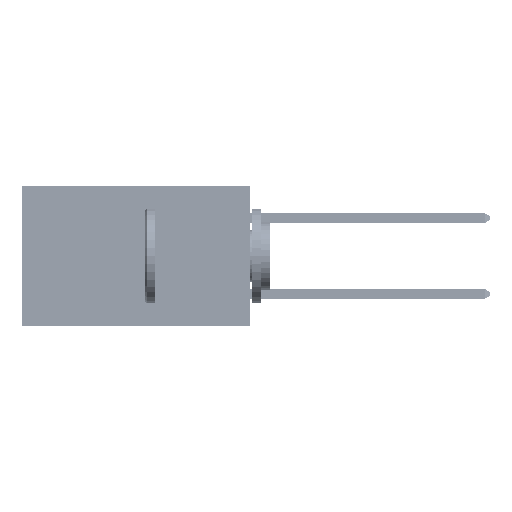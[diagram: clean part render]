
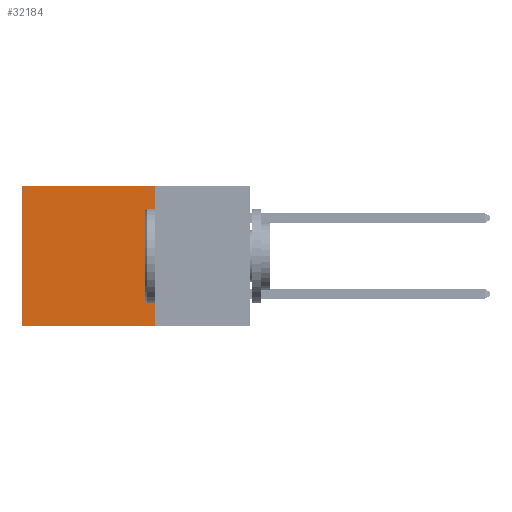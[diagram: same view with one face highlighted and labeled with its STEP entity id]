
A CAD part, left-side view. The second image highlights one B-rep face of the part: STEP entity #32184.
In plain terms, the highlighted planar face has unit normal (-1, 0, 0).
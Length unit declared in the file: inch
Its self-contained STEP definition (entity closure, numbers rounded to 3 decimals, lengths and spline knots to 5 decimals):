
#1059 = CARTESIAN_POINT ( 'NONE',  ( 0.2875, 0.25, 0. ) ) ;
#1643 = VERTEX_POINT ( 'NONE', #9909 ) ;
#1805 = CARTESIAN_POINT ( 'NONE',  ( 0.2875, 0.25, -0.37 ) ) ;
#2712 = VECTOR ( 'NONE', #3108, 39.37008 ) ;
#3108 = DIRECTION ( 'NONE',  ( 0., 0., -1. ) ) ;
#4330 = ORIENTED_EDGE ( 'NONE', *, *, #44242, .T. ) ;
#4965 = EDGE_CURVE ( 'NONE', #1643, #42536, #38675, .T. ) ;
#5835 = DIRECTION ( 'NONE',  ( 0., 1., 0. ) ) ;
#6971 = DIRECTION ( 'NONE',  ( 0., 0., -1. ) ) ;
#9208 = VECTOR ( 'NONE', #29070, 39.37008 ) ;
#9402 = CARTESIAN_POINT ( 'NONE',  ( 0.2875, 0.6, 0. ) ) ;
#9909 = CARTESIAN_POINT ( 'NONE',  ( 0.2875, 0.25, 0. ) ) ;
#14822 = VECTOR ( 'NONE', #6971, 39.37008 ) ;
#14861 = CARTESIAN_POINT ( 'NONE',  ( 0.2875, 0.25, 0. ) ) ;
#16639 = CARTESIAN_POINT ( 'NONE',  ( 0.2875, 0.6, -0.37 ) ) ;
#18883 = DIRECTION ( 'NONE',  ( 1., 0., 0. ) ) ;
#19953 = EDGE_CURVE ( 'NONE', #1643, #50909, #45348, .T. ) ;
#20886 = VECTOR ( 'NONE', #5835, 39.37008 ) ;
#21356 = ORIENTED_EDGE ( 'NONE', *, *, #4965, .T. ) ;
#26852 = EDGE_LOOP ( 'NONE', ( #4330, #41764, #49226, #21356 ) ) ;
#26865 = AXIS2_PLACEMENT_3D ( 'NONE', #14861, #18883, #46911 ) ;
#28970 = EDGE_CURVE ( 'NONE', #50909, #31808, #43463, .T. ) ;
#29070 = DIRECTION ( 'NONE',  ( 0., 1., 0. ) ) ;
#31808 = VERTEX_POINT ( 'NONE', #16639 ) ;
#32184 = ADVANCED_FACE ( 'NONE', ( #47391 ), #38886, .F. ) ;
#35015 = CARTESIAN_POINT ( 'NONE',  ( 0.2875, 0.25, 0. ) ) ;
#38675 = LINE ( 'NONE', #1059, #9208 ) ;
#38886 = PLANE ( 'NONE',  #26865 ) ;
#41764 = ORIENTED_EDGE ( 'NONE', *, *, #28970, .F. ) ;
#42536 = VERTEX_POINT ( 'NONE', #9402 ) ;
#43463 = LINE ( 'NONE', #1805, #20886 ) ;
#44242 = EDGE_CURVE ( 'NONE', #42536, #31808, #46784, .T. ) ;
#45348 = LINE ( 'NONE', #35015, #2712 ) ;
#46784 = LINE ( 'NONE', #50917, #14822 ) ;
#46911 = DIRECTION ( 'NONE',  ( 0., 0., -1. ) ) ;
#47391 = FACE_OUTER_BOUND ( 'NONE', #26852, .T. ) ;
#48035 = CARTESIAN_POINT ( 'NONE',  ( 0.2875, 0.25, -0.37 ) ) ;
#49226 = ORIENTED_EDGE ( 'NONE', *, *, #19953, .F. ) ;
#50909 = VERTEX_POINT ( 'NONE', #48035 ) ;
#50917 = CARTESIAN_POINT ( 'NONE',  ( 0.2875, 0.6, 0. ) ) ;
